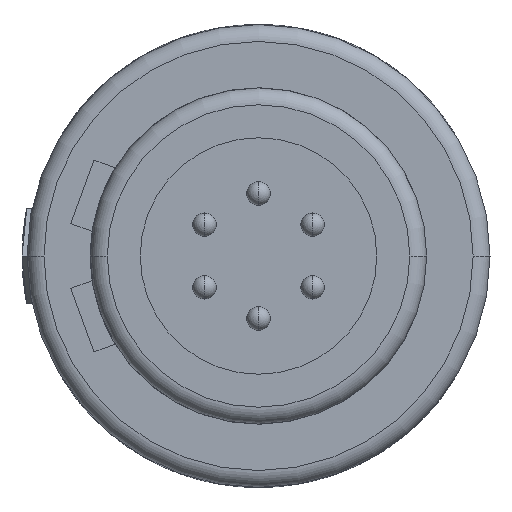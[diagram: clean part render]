
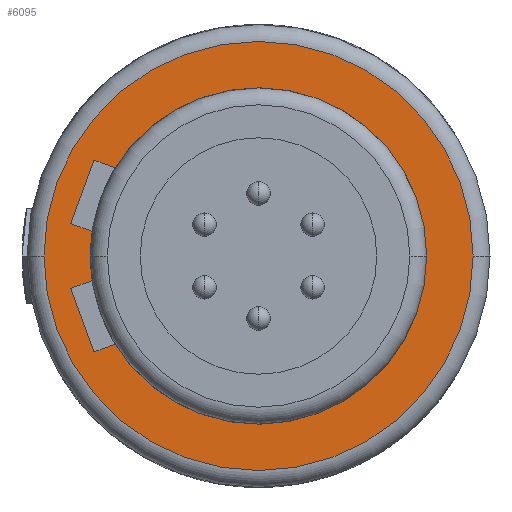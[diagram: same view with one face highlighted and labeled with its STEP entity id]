
A CAD part, left-side view. The second image highlights one B-rep face of the part: STEP entity #6095.
In plain terms, the highlighted planar face has unit normal (-1, 0, 0).
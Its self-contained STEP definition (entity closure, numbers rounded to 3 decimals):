
#1890=CARTESIAN_POINT('',(-6.7,0.,0.));
#1891=DIRECTION('',(-1.,0.,0.));
#1892=DIRECTION('',(0.,-1.,0.));
#1893=AXIS2_PLACEMENT_3D('',#1890,#1891,#1892);
#1895=CARTESIAN_POINT('',(-6.7,0.,0.));
#1896=DIRECTION('',(-1.,0.,0.));
#1897=DIRECTION('',(0.,1.,0.));
#1898=AXIS2_PLACEMENT_3D('',#1895,#1896,#1897);
#1900=DIRECTION('',(0.,0.94,-0.342));
#1901=VECTOR('',#1900,0.677);
#1902=CARTESIAN_POINT('',(-6.7,4.238,-2.607));
#1903=LINE('',#1902,#1901);
#1904=DIRECTION('',(0.,0.94,0.342));
#1905=VECTOR('',#1904,0.677);
#1906=CARTESIAN_POINT('',(-6.7,4.238,2.607));
#1907=LINE('',#1906,#1905);
#1908=DIRECTION('',(0.,-0.342,0.94));
#1909=VECTOR('',#1908,2.);
#1910=CARTESIAN_POINT('',(-6.7,5.557,0.959));
#1911=LINE('',#1910,#1909);
#1912=DIRECTION('',(0.,0.94,0.342));
#1913=VECTOR('',#1912,0.677);
#1914=CARTESIAN_POINT('',(-6.7,4.922,0.727));
#1915=LINE('',#1914,#1913);
#1916=DIRECTION('',(0.,0.94,-0.342));
#1917=VECTOR('',#1916,0.677);
#1918=CARTESIAN_POINT('',(-6.7,4.922,-0.727));
#1919=LINE('',#1918,#1917);
#1920=DIRECTION('',(0.,0.342,0.94));
#1921=VECTOR('',#1920,2.);
#1922=CARTESIAN_POINT('',(-6.7,4.873,-2.838));
#1923=LINE('',#1922,#1921);
#1958=CARTESIAN_POINT('',(-6.7,0.,0.));
#1959=DIRECTION('',(-1.,0.,0.));
#1960=DIRECTION('',(0.,1.,0.));
#1961=AXIS2_PLACEMENT_3D('',#1958,#1959,#1960);
#1976=CARTESIAN_POINT('',(-6.7,0.,0.));
#1977=DIRECTION('',(-1.,0.,0.));
#1978=DIRECTION('',(0.,0.852,-0.524));
#1979=AXIS2_PLACEMENT_3D('',#1976,#1977,#1978);
#1998=CARTESIAN_POINT('',(-6.7,0.,0.));
#1999=DIRECTION('',(1.,0.,0.));
#2000=DIRECTION('',(0.,0.852,0.524));
#2001=AXIS2_PLACEMENT_3D('',#1998,#1999,#2000);
#2008=CARTESIAN_POINT('',(-6.7,0.,0.));
#2009=DIRECTION('',(1.,0.,0.));
#2010=DIRECTION('',(0.,1.,0.));
#2011=AXIS2_PLACEMENT_3D('',#2008,#2009,#2010);
#3129=CARTESIAN_POINT('',(-6.7,-6.35,0.));
#3130=CARTESIAN_POINT('',(-6.7,6.35,0.));
#3131=VERTEX_POINT('',#3129);
#3132=VERTEX_POINT('',#3130);
#3145=CARTESIAN_POINT('',(-6.7,4.975,0.));
#3146=VERTEX_POINT('',#3145);
#3147=CARTESIAN_POINT('',(-6.7,-4.975,0.));
#3148=VERTEX_POINT('',#3147);
#3598=CARTESIAN_POINT('',(-6.7,4.873,2.838));
#3599=VERTEX_POINT('',#3598);
#3602=CARTESIAN_POINT('',(-6.7,5.557,0.959));
#3603=VERTEX_POINT('',#3602);
#3610=CARTESIAN_POINT('',(-6.7,4.873,-2.838));
#3611=VERTEX_POINT('',#3610);
#3614=CARTESIAN_POINT('',(-6.7,5.557,-0.959));
#3615=VERTEX_POINT('',#3614);
#3618=CARTESIAN_POINT('',(-6.7,4.922,0.727));
#3619=VERTEX_POINT('',#3618);
#3620=CARTESIAN_POINT('',(-6.7,4.238,2.607));
#3621=VERTEX_POINT('',#3620);
#3622=CARTESIAN_POINT('',(-6.7,4.238,-2.607));
#3623=VERTEX_POINT('',#3622);
#3624=CARTESIAN_POINT('',(-6.7,4.922,-0.727));
#3625=VERTEX_POINT('',#3624);
#6063=CARTESIAN_POINT('',(-6.7,0.,0.));
#6064=DIRECTION('',(1.,0.,0.));
#6065=DIRECTION('',(0.,-1.,0.));
#6066=AXIS2_PLACEMENT_3D('',#6063,#6064,#6065);
#6067=PLANE('',#6066);
#6069=ORIENTED_EDGE('',*,*,#6068,.F.);
#6070=ORIENTED_EDGE('',*,*,#6046,.F.);
#6071=EDGE_LOOP('',(#6069,#6070));
#6072=FACE_OUTER_BOUND('',#6071,.F.);
#6074=ORIENTED_EDGE('',*,*,#6073,.F.);
#6076=ORIENTED_EDGE('',*,*,#6075,.T.);
#6078=ORIENTED_EDGE('',*,*,#6077,.F.);
#6080=ORIENTED_EDGE('',*,*,#6079,.T.);
#6082=ORIENTED_EDGE('',*,*,#6081,.F.);
#6084=ORIENTED_EDGE('',*,*,#6083,.F.);
#6086=ORIENTED_EDGE('',*,*,#6085,.F.);
#6088=ORIENTED_EDGE('',*,*,#6087,.T.);
#6090=ORIENTED_EDGE('',*,*,#6089,.T.);
#6092=ORIENTED_EDGE('',*,*,#6091,.F.);
#6093=EDGE_LOOP('',(#6074,#6076,#6078,#6080,#6082,#6084,#6086,#6088,#6090,
#6092));
#6094=FACE_BOUND('',#6093,.F.);
#1894=CIRCLE('',#1893,6.35);
#1899=CIRCLE('',#1898,6.35);
#1962=CIRCLE('',#1961,4.975);
#1980=CIRCLE('',#1979,4.975);
#2002=CIRCLE('',#2001,4.975);
#2012=CIRCLE('',#2011,4.975);
#6046=EDGE_CURVE('',#3132,#3131,#1899,.T.);
#6068=EDGE_CURVE('',#3131,#3132,#1894,.T.);
#6073=EDGE_CURVE('',#3623,#3611,#1903,.T.);
#6075=EDGE_CURVE('',#3623,#3148,#1980,.T.);
#6077=EDGE_CURVE('',#3621,#3148,#2002,.T.);
#6079=EDGE_CURVE('',#3621,#3599,#1907,.T.);
#6081=EDGE_CURVE('',#3603,#3599,#1911,.T.);
#6083=EDGE_CURVE('',#3619,#3603,#1915,.T.);
#6085=EDGE_CURVE('',#3146,#3619,#2012,.T.);
#6087=EDGE_CURVE('',#3146,#3625,#1962,.T.);
#6089=EDGE_CURVE('',#3625,#3615,#1919,.T.);
#6091=EDGE_CURVE('',#3611,#3615,#1923,.T.);
#6095=ADVANCED_FACE('',(#6072,#6094),#6067,.F.);
